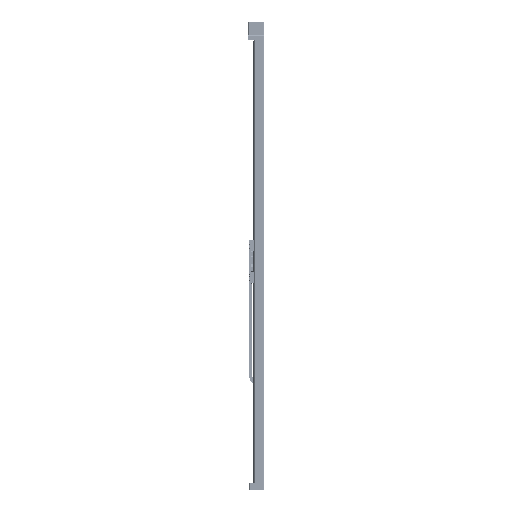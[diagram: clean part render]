
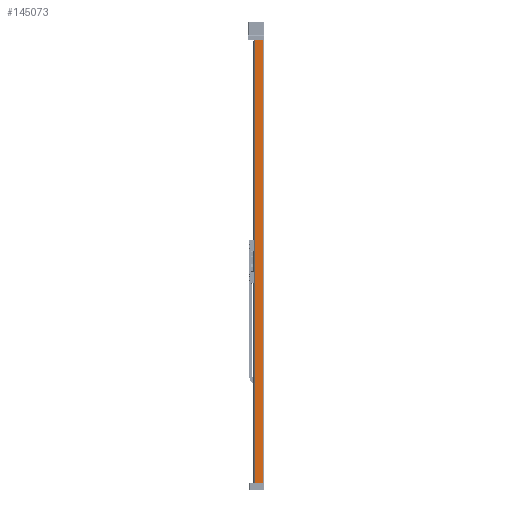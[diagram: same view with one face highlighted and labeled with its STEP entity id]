
A CAD part, left-side view. The second image highlights one B-rep face of the part: STEP entity #145073.
In plain terms, the highlighted planar face has unit normal (-1, 0, 0).
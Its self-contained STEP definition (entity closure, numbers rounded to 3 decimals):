
#577 = CARTESIAN_POINT ( 'NONE',  ( 0., 0., 1120. ) ) ;
#2648 = VECTOR ( 'NONE', #171142, 1000. ) ;
#15431 = VERTEX_POINT ( 'NONE', #68855 ) ;
#28887 = LINE ( 'NONE', #577, #62833 ) ;
#34230 = AXIS2_PLACEMENT_3D ( 'NONE', #100721, #162026, #131822 ) ;
#39872 = CARTESIAN_POINT ( 'NONE',  ( 0., -22., 0. ) ) ;
#43695 = CARTESIAN_POINT ( 'NONE',  ( 0., 0.5, 0. ) ) ;
#44411 = ORIENTED_EDGE ( 'NONE', *, *, #76965, .F. ) ;
#50819 = VERTEX_POINT ( 'NONE', #39872 ) ;
#58920 = FACE_OUTER_BOUND ( 'NONE', #105252, .T. ) ;
#62833 = VECTOR ( 'NONE', #114394, 1000. ) ;
#67250 = CARTESIAN_POINT ( 'NONE',  ( 0., -22., 1120. ) ) ;
#68855 = CARTESIAN_POINT ( 'NONE',  ( 0., 0.5, 1120. ) ) ;
#76965 = EDGE_CURVE ( 'NONE', #15431, #115533, #28887, .T. ) ;
#86227 = CARTESIAN_POINT ( 'NONE',  ( 0., 0.5, 1120. ) ) ;
#87646 = ORIENTED_EDGE ( 'NONE', *, *, #178832, .T. ) ;
#91601 = LINE ( 'NONE', #138198, #126215 ) ;
#92824 = EDGE_CURVE ( 'NONE', #15431, #139953, #160147, .T. ) ;
#100721 = CARTESIAN_POINT ( 'NONE',  ( 0., 0., 1120. ) ) ;
#105252 = EDGE_LOOP ( 'NONE', ( #87646, #141488, #44411, #136419 ) ) ;
#111717 = CARTESIAN_POINT ( 'NONE',  ( 0., 0., 0. ) ) ;
#114394 = DIRECTION ( 'NONE',  ( 0., -1., 0. ) ) ;
#115533 = VERTEX_POINT ( 'NONE', #67250 ) ;
#126215 = VECTOR ( 'NONE', #184051, 1000. ) ;
#131822 = DIRECTION ( 'NONE',  ( 0., 0., -1. ) ) ;
#136419 = ORIENTED_EDGE ( 'NONE', *, *, #92824, .T. ) ;
#138198 = CARTESIAN_POINT ( 'NONE',  ( 0., -22., 1120. ) ) ;
#139953 = VERTEX_POINT ( 'NONE', #43695 ) ;
#141488 = ORIENTED_EDGE ( 'NONE', *, *, #142998, .T. ) ;
#142998 = EDGE_CURVE ( 'NONE', #50819, #115533, #91601, .T. ) ;
#145073 = ADVANCED_FACE ( 'NONE', ( #58920 ), #159133, .F. ) ;
#155446 = VECTOR ( 'NONE', #175768, 1000. ) ;
#159133 = PLANE ( 'NONE',  #34230 ) ;
#160147 = LINE ( 'NONE', #86227, #155446 ) ;
#162026 = DIRECTION ( 'NONE',  ( 1., 0., 0. ) ) ;
#169247 = LINE ( 'NONE', #111717, #2648 ) ;
#171142 = DIRECTION ( 'NONE',  ( 0., -1., 0. ) ) ;
#175768 = DIRECTION ( 'NONE',  ( 0., 0., -1. ) ) ;
#178832 = EDGE_CURVE ( 'NONE', #139953, #50819, #169247, .T. ) ;
#184051 = DIRECTION ( 'NONE',  ( 0., 0., 1. ) ) ;
